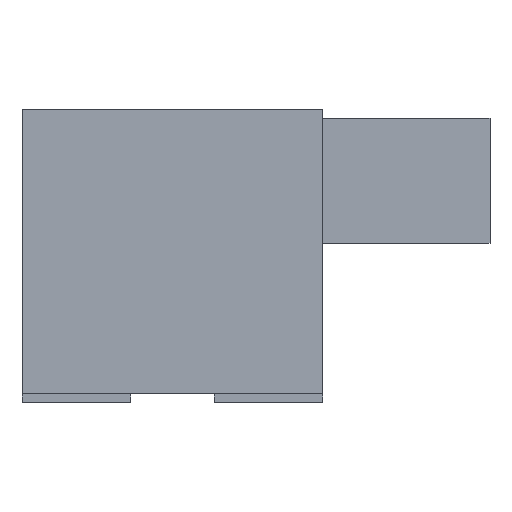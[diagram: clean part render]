
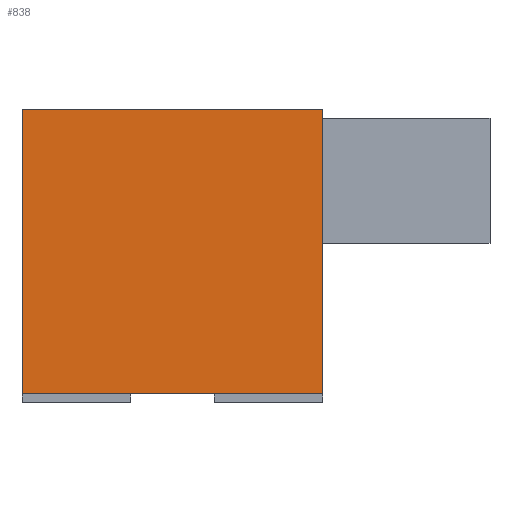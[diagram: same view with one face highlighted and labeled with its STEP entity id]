
A CAD part, left-side view. The second image highlights one B-rep face of the part: STEP entity #838.
In plain terms, the highlighted planar face has unit normal (-1, 0, 0).
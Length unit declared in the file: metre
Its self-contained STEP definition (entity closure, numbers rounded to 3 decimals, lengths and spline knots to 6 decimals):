
#67=ORIENTED_EDGE('',*,*,#260,.T.);
#68=ORIENTED_EDGE('',*,*,#303,.T.);
#69=ORIENTED_EDGE('',*,*,#304,.F.);
#70=ORIENTED_EDGE('',*,*,#305,.F.);
#260=EDGE_CURVE('',#381,#379,#460,.T.);
#303=EDGE_CURVE('',#379,#419,#503,.T.);
#304=EDGE_CURVE('',#420,#419,#504,.T.);
#305=EDGE_CURVE('',#381,#420,#505,.T.);
#379=VERTEX_POINT('',#1176);
#381=VERTEX_POINT('',#1179);
#419=VERTEX_POINT('',#1268);
#420=VERTEX_POINT('',#1270);
#460=LINE('',#1178,#580);
#503=LINE('',#1267,#623);
#504=LINE('',#1269,#624);
#505=LINE('',#1271,#625);
#580=VECTOR('',#970,1.);
#623=VECTOR('',#1029,1.);
#624=VECTOR('',#1030,1.);
#625=VECTOR('',#1031,1.);
#707=EDGE_LOOP('',(#67,#68,#69,#70));
#751=FACE_BOUND('',#707,.T.);
#795=PLANE('',#930);
#838=ADVANCED_FACE('',(#751),#795,.F.);
#930=AXIS2_PLACEMENT_3D('',#1266,#1027,#1028);
#970=DIRECTION('',(0.,0.,-1.));
#1027=DIRECTION('',(1.,0.,0.));
#1028=DIRECTION('',(0.,0.,-1.));
#1029=DIRECTION('',(0.,-1.,0.));
#1030=DIRECTION('',(0.,0.,-1.));
#1031=DIRECTION('',(0.,-1.,0.));
#1176=CARTESIAN_POINT('',(-0.0065,0.0018,0.0001));
#1178=CARTESIAN_POINT('',(-0.0065,0.0018,0.0035));
#1179=CARTESIAN_POINT('',(-0.0065,0.0018,0.0035));
#1266=CARTESIAN_POINT('',(-0.0065,0.,0.0035));
#1267=CARTESIAN_POINT('',(-0.0065,0.,0.0001));
#1268=CARTESIAN_POINT('',(-0.0065,-0.0018,0.0001));
#1269=CARTESIAN_POINT('',(-0.0065,-0.0018,0.0035));
#1270=CARTESIAN_POINT('',(-0.0065,-0.0018,0.0035));
#1271=CARTESIAN_POINT('',(-0.0065,0.,0.0035));
